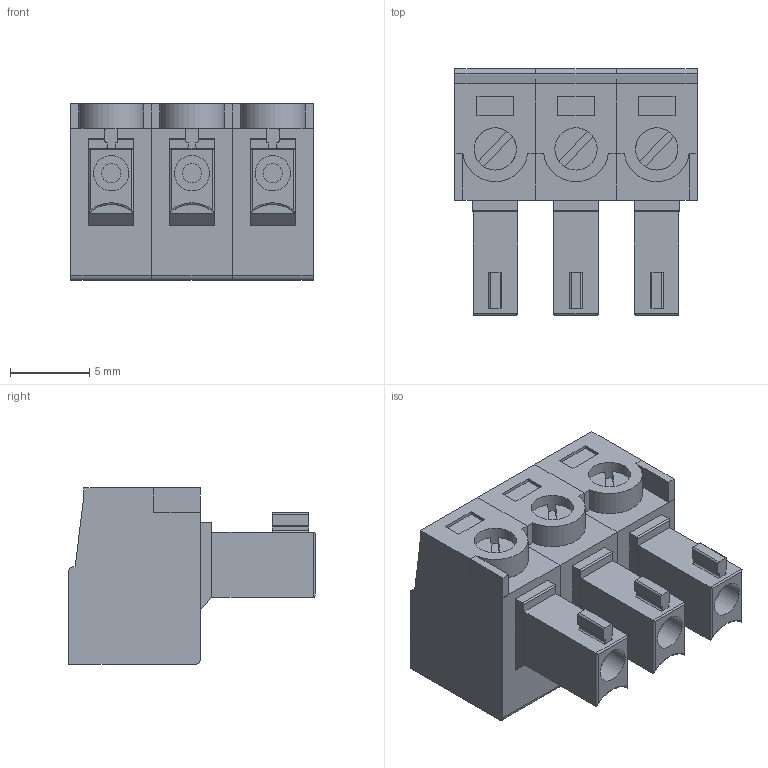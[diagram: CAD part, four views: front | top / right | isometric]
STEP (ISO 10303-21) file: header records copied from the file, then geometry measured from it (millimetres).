
FILE_DESCRIPTION(/* description */ (''),/* implementation_level */ '2;1');
FILE_NAME(/* name */ '15EDGK-5.08-03P-14-00A(H).stp',/* time_stamp */ '2019-05-19T23:41:13+03:00',/* author */ ('Boris'),/* organization */ (''),/* preprocessor_version */ 'ST-DEVELOPER v17.2',/* originating_system */ 'Autodesk Inventor 2019',/* authorisation */ '');
FILE_SCHEMA (('AUTOMOTIVE_DESIGN { 1 0 10303 214 3 1 1 }'));
Length unit declared in the file: millimetre
Products named in the file (4): 15EDGK-5.08-03P-14-00A(H); body_1pc EC350V; body_screw EC350V; body_15edgk_top
Assembly tree (8 placements, depth 2):
  15EDGK-5.08-03P-14-00A(H)
    body_1pc EC350V  x3
    body_screw EC350V  x3
    body_15edgk_top  x2
Bounding box: 15.24 x 15.5 x 11.1 mm (x, y, z)
Volume: 1363.1 mm3; surface area: 1881.2 mm2
Topology: 8 solids, 8 shells, 234 faces, 558 edges, 364 vertices
Faces by surface type: plane 177, cylinder 54, torus 3
Full cylindrical faces by diameter (mm): 1.2 x3, 2.21 x3, 2.66 x6
Entity records: 2501 total; most frequent: CARTESIAN_POINT 432, DIRECTION 409, ORIENTED_EDGE 380, EDGE_CURVE 190, LINE 151, VECTOR 151, AXIS2_PLACEMENT_3D 129, VERTEX_POINT 124
